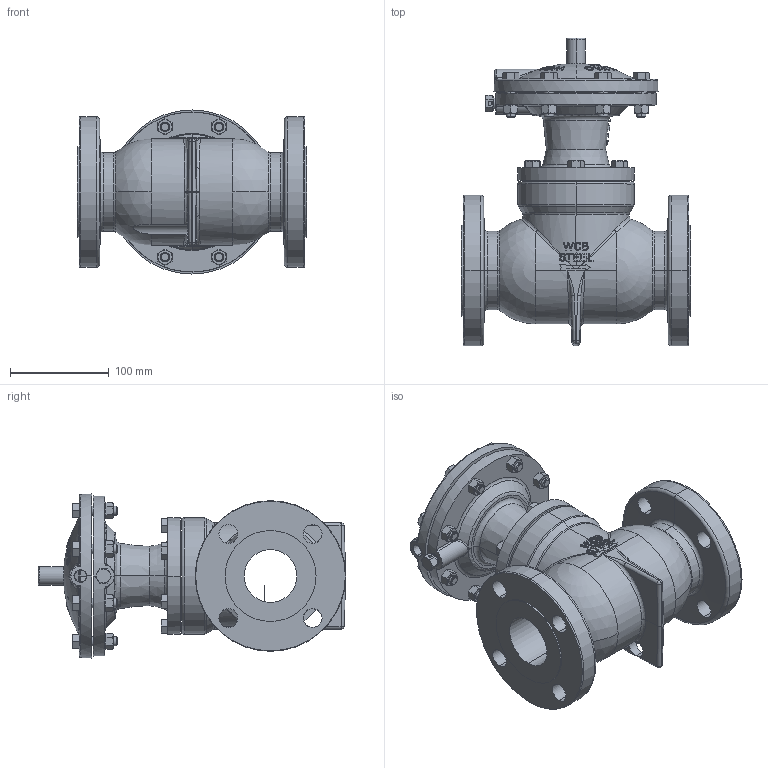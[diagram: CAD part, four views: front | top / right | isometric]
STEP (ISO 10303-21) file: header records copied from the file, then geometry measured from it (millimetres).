
FILE_DESCRIPTION (( 'STEP AP203' ), '1' );
FILE_NAME ('2 INCH 228 FMT PB PO-S (EYR).STEP', '2014-01-22T19:12:53', ( 'PCTech' ), ( 'Microsoft' ), 'SwSTEP 2.0', 'SolidWorks 2013', '' );
FILE_SCHEMA (( 'CONFIG_CONTROL_DESIGN' ));
Length unit declared in the file: inch
Products named in the file (1): 2 INCH 228 FMT PB PO-S (EYR)
Bounding box: 231.78 x 311.34 x 165.99 mm (x, y, z)
Surface area: 305628.3 mm2 (no closed solid volume)
Topology: 0 solids, 39 shells, 1261 faces, 3736 edges, 2458 vertices
Faces by surface type: plane 523, bspline 268, cylinder 211, cone 180, sphere 41, torus 38
Entity records: 61948 total; most frequent: CARTESIAN_POINT 31522, ORIENTED_EDGE 6645, DIRECTION 5390, EDGE_CURVE 3721, VERTEX_POINT 2455, AXIS2_PLACEMENT_3D 2070, EDGE_LOOP 1403, FACE_OUTER_BOUND 1261
